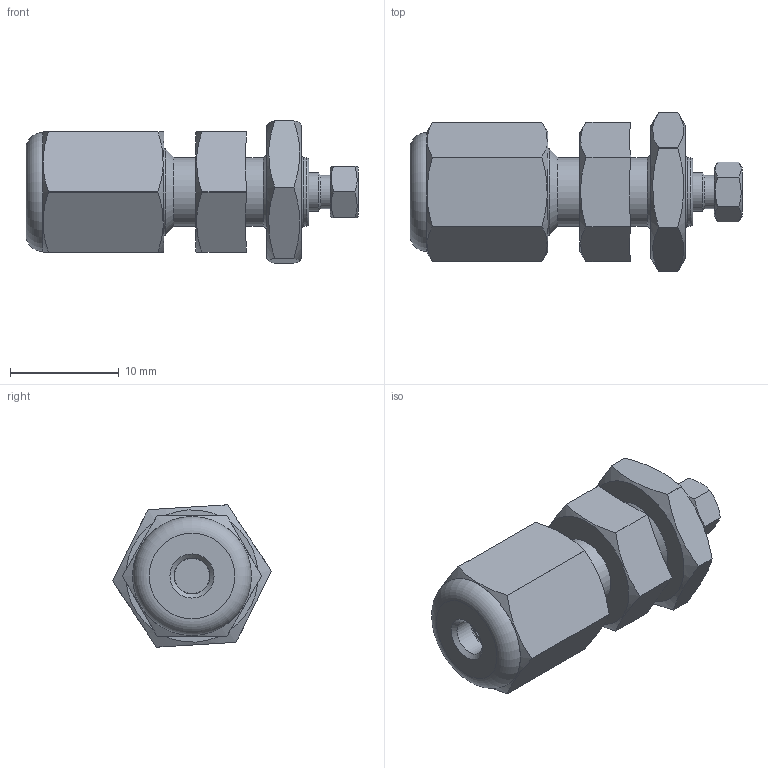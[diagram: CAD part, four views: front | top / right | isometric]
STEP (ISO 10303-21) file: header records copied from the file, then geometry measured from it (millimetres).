
FILE_DESCRIPTION((''),'2;1');
FILE_NAME('305170-EZBRU2.5L Bulkhead external-internal reducing union.stp','2013-08-22T16:31:14',('Franzp'),(''),'Autodesk Inventor 2013','Autodesk Inventor 2013','');
FILE_SCHEMA(('AUTOMOTIVE_DESIGN { 1 0 10303 214 1 1 1 1 }'));
Length unit declared in the file: millimetre
Products named in the file (3): 3151a70; 315170; 310537
Assembly tree (2 placements, depth 2):
  3151a70
    315170
    310537
Bounding box: 30.6 x 14.63 x 13.12 mm (x, y, z)
Volume: 304.9 mm3; surface area: 2069 mm2
Topology: 1 solids, 10 shells, 85 faces, 246 edges, 157 vertices
Faces by surface type: plane 39, cone 21, cylinder 17, bspline 6, torus 2
Full cylindrical faces by diameter (mm): 1.575 x1, 3.073 x1, 3.3 x1, 3.505 x1, 6.28 x3, 6.368 x2, 6.782 x1, 7.938 x1
Entity records: 3577 total; most frequent: CARTESIAN_POINT 1486, DIRECTION 398, ORIENTED_EDGE 337, EDGE_CURVE 203, AXIS2_PLACEMENT_3D 178, VERTEX_POINT 148, EDGE_LOOP 133, CIRCLE 94
